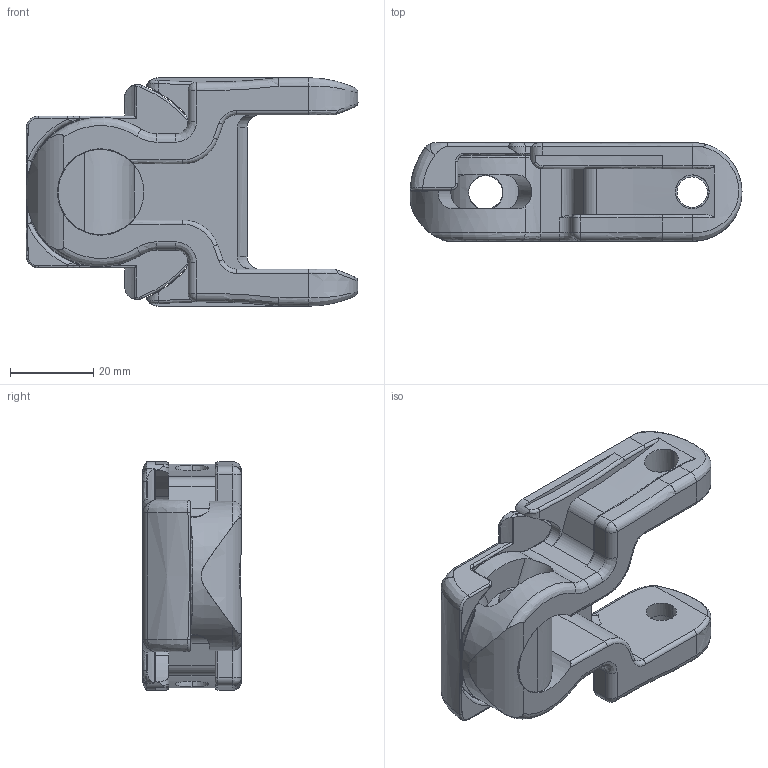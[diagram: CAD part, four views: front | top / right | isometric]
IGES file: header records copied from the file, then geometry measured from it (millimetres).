
Start section:  PTC IGES file: 1765-zero-gap.igs
Global section: file name: 1765-zero-gap.igs; native system: Pro/ENGINEER by Parametric Technology Corporation; preprocessor: 2010020; author: RCRU51; organization: Rex Nord Marbet spa; date: 20100824.091910; units: millimetre
Bounding box: 80 x 23.7 x 55 mm (x, y, z)
Surface area: 17630.4 mm2 (no closed solid volume)
Topology: 0 solids, 0 shells, 330 faces, 1854 edges, 1854 vertices
Faces by surface type: revolution 225, bspline 105
